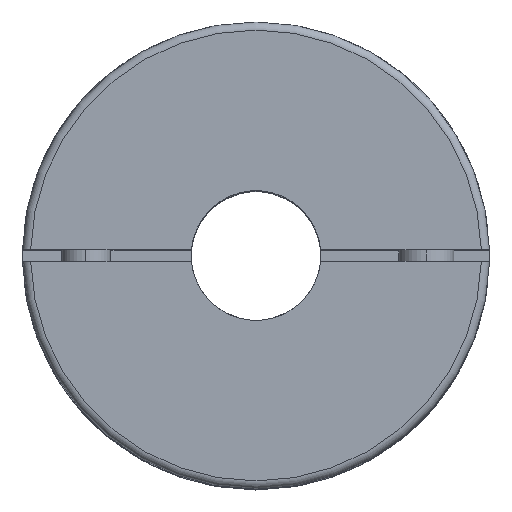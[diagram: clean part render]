
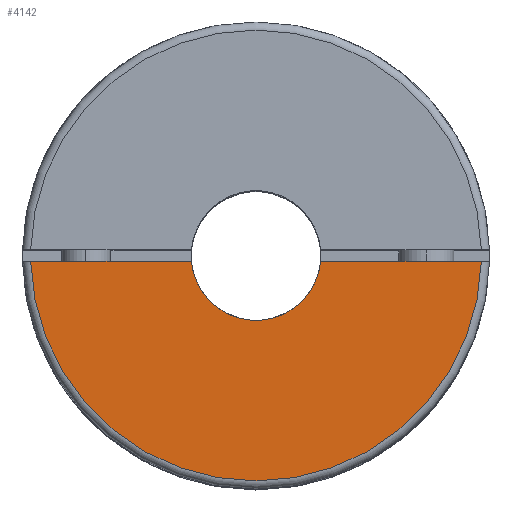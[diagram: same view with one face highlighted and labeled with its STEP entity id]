
A CAD part, top view. The second image highlights one B-rep face of the part: STEP entity #4142.
In plain terms, the highlighted planar face has unit normal (0, 0, 1).
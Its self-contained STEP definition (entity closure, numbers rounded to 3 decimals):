
#437 = CIRCLE ( 'NONE', #1496, 4. ) ;
#604 = ORIENTED_EDGE ( 'NONE', *, *, #3911, .F. ) ;
#674 = ORIENTED_EDGE ( 'NONE', *, *, #2819, .F. ) ;
#814 = DIRECTION ( 'NONE',  ( 1., 0., 0. ) ) ;
#897 = VERTEX_POINT ( 'NONE', #1049 ) ;
#1039 = VERTEX_POINT ( 'NONE', #4936 ) ;
#1049 = CARTESIAN_POINT ( 'NONE',  ( -3.985, -0.35, 0. ) ) ;
#1330 = LINE ( 'NONE', #4185, #3469 ) ;
#1389 = VECTOR ( 'NONE', #4723, 1000. ) ;
#1496 = AXIS2_PLACEMENT_3D ( 'NONE', #4828, #4799, #3547 ) ;
#1627 = VERTEX_POINT ( 'NONE', #4003 ) ;
#1792 = DIRECTION ( 'NONE',  ( 0., 0., -1. ) ) ;
#1976 = VERTEX_POINT ( 'NONE', #4690 ) ;
#2317 = FACE_OUTER_BOUND ( 'NONE', #2850, .T. ) ;
#2438 = ORIENTED_EDGE ( 'NONE', *, *, #3980, .F. ) ;
#2527 = CARTESIAN_POINT ( 'NONE',  ( 0., 13.9, 0. ) ) ;
#2617 = CARTESIAN_POINT ( 'NONE',  ( 0., 0., 0. ) ) ;
#2646 = LINE ( 'NONE', #5160, #1389 ) ;
#2819 = EDGE_CURVE ( 'NONE', #1039, #897, #1330, .T. ) ;
#2850 = EDGE_LOOP ( 'NONE', ( #674, #2438, #604, #3505 ) ) ;
#3469 = VECTOR ( 'NONE', #4215, 1000. ) ;
#3505 = ORIENTED_EDGE ( 'NONE', *, *, #5220, .T. ) ;
#3547 = DIRECTION ( 'NONE',  ( -1., 0., 0. ) ) ;
#3672 = AXIS2_PLACEMENT_3D ( 'NONE', #2527, #5047, #814 ) ;
#3911 = EDGE_CURVE ( 'NONE', #1627, #1976, #2646, .T. ) ;
#3980 = EDGE_CURVE ( 'NONE', #1976, #1039, #4971, .T. ) ;
#3994 = PLANE ( 'NONE',  #3672 ) ;
#4003 = CARTESIAN_POINT ( 'NONE',  ( 3.985, -0.35, 0. ) ) ;
#4142 = ADVANCED_FACE ( 'NONE', ( #2317 ), #3994, .T. ) ;
#4185 = CARTESIAN_POINT ( 'NONE',  ( -14.4, -0.35, 0. ) ) ;
#4215 = DIRECTION ( 'NONE',  ( 1., 0., 0. ) ) ;
#4690 = CARTESIAN_POINT ( 'NONE',  ( 13.896, -0.35, 0. ) ) ;
#4723 = DIRECTION ( 'NONE',  ( 1., 0., 0. ) ) ;
#4799 = DIRECTION ( 'NONE',  ( 0., 0., -1. ) ) ;
#4828 = CARTESIAN_POINT ( 'NONE',  ( 0., 0., 0. ) ) ;
#4936 = CARTESIAN_POINT ( 'NONE',  ( -13.896, -0.35, 0. ) ) ;
#4971 = CIRCLE ( 'NONE', #5067, 13.9 ) ;
#5047 = DIRECTION ( 'NONE',  ( 0., 0., 1. ) ) ;
#5067 = AXIS2_PLACEMENT_3D ( 'NONE', #2617, #1792, #5188 ) ;
#5160 = CARTESIAN_POINT ( 'NONE',  ( -14.4, -0.35, 0. ) ) ;
#5188 = DIRECTION ( 'NONE',  ( -1., 0., 0. ) ) ;
#5220 = EDGE_CURVE ( 'NONE', #1627, #897, #437, .T. ) ;
